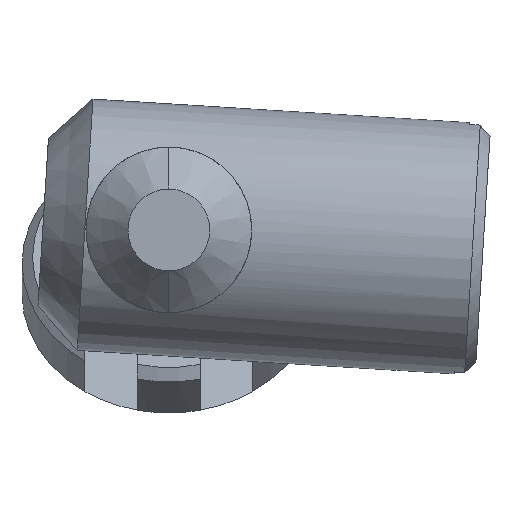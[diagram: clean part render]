
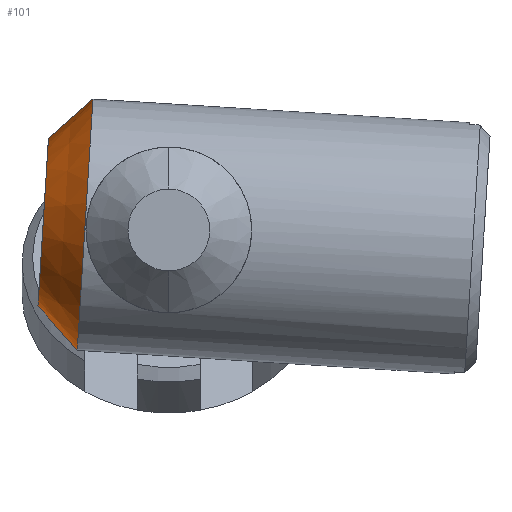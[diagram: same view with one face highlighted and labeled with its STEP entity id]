
A CAD part, front view. The second image highlights one B-rep face of the part: STEP entity #101.
In plain terms, the highlighted conical face has half-angle 45 degrees and reference radius 6 mm.
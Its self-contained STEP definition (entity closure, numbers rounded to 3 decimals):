
#5 = CARTESIAN_POINT ( 'NONE',  ( 6.343, -5.675, 1.064 ) ) ;
#85 = VERTEX_POINT ( 'NONE', #2167 ) ;
#101 = ADVANCED_FACE ( 'NONE', ( #4954 ), #4095, .T. ) ;
#120 = LINE ( 'NONE', #1744, #1831 ) ;
#197 = LINE ( 'NONE', #2981, #236 ) ;
#236 = VECTOR ( 'NONE', #4619, 1000. ) ;
#238 = DIRECTION ( 'NONE',  ( -0.062, 0., -0.998 ) ) ;
#251 = ORIENTED_EDGE ( 'NONE', *, *, #1528, .F. ) ;
#275 = EDGE_CURVE ( 'NONE', #554, #2468, #2723, .T. ) ;
#554 = VERTEX_POINT ( 'NONE', #4475 ) ;
#734 = EDGE_CURVE ( 'NONE', #1078, #85, #3826, .T. ) ;
#1078 = VERTEX_POINT ( 'NONE', #2285 ) ;
#1395 = EDGE_CURVE ( 'NONE', #2468, #85, #120, .T. ) ;
#1528 = EDGE_CURVE ( 'NONE', #554, #1078, #197, .T. ) ;
#1672 = DIRECTION ( 'NONE',  ( 0.998, 0., -0.062 ) ) ;
#1714 = DIRECTION ( 'NONE',  ( 0.662, 0., -0.75 ) ) ;
#1744 = CARTESIAN_POINT ( 'NONE',  ( 7.965, -5.675, -5.049 ) ) ;
#1787 = CARTESIAN_POINT ( 'NONE',  ( 8.339, -5.675, 0.94 ) ) ;
#1817 = AXIS2_PLACEMENT_3D ( 'NONE', #1787, #3405, #238 ) ;
#1831 = VECTOR ( 'NONE', #1714, 1000. ) ;
#2005 = ORIENTED_EDGE ( 'NONE', *, *, #734, .F. ) ;
#2008 = DIRECTION ( 'NONE',  ( 0.998, 0., -0.062 ) ) ;
#2167 = CARTESIAN_POINT ( 'NONE',  ( 7.965, -5.675, -5.049 ) ) ;
#2285 = CARTESIAN_POINT ( 'NONE',  ( 8.714, -5.675, 6.928 ) ) ;
#2468 = VERTEX_POINT ( 'NONE', #4488 ) ;
#2723 = CIRCLE ( 'NONE', #4486, 4. ) ;
#2981 = CARTESIAN_POINT ( 'NONE',  ( 8.714, -5.675, 6.928 ) ) ;
#2988 = ORIENTED_EDGE ( 'NONE', *, *, #1395, .T. ) ;
#3294 = DIRECTION ( 'NONE',  ( -0.062, 0., -0.998 ) ) ;
#3317 = DIRECTION ( 'NONE',  ( -0.062, 0., -0.998 ) ) ;
#3405 = DIRECTION ( 'NONE',  ( 0.998, 0., -0.062 ) ) ;
#3667 = CARTESIAN_POINT ( 'NONE',  ( 8.339, -5.675, 0.94 ) ) ;
#3826 = CIRCLE ( 'NONE', #5166, 6. ) ;
#3865 = EDGE_LOOP ( 'NONE', ( #251, #4891, #2988, #2005 ) ) ;
#4095 = CONICAL_SURFACE ( 'NONE', #1817, 6., 0.785 ) ;
#4475 = CARTESIAN_POINT ( 'NONE',  ( 6.593, -5.675, 5.056 ) ) ;
#4486 = AXIS2_PLACEMENT_3D ( 'NONE', #5, #2008, #3317 ) ;
#4488 = CARTESIAN_POINT ( 'NONE',  ( 6.094, -5.675, -2.928 ) ) ;
#4619 = DIRECTION ( 'NONE',  ( 0.75, 0., 0.662 ) ) ;
#4891 = ORIENTED_EDGE ( 'NONE', *, *, #275, .T. ) ;
#4954 = FACE_OUTER_BOUND ( 'NONE', #3865, .T. ) ;
#5166 = AXIS2_PLACEMENT_3D ( 'NONE', #3667, #1672, #3294 ) ;
